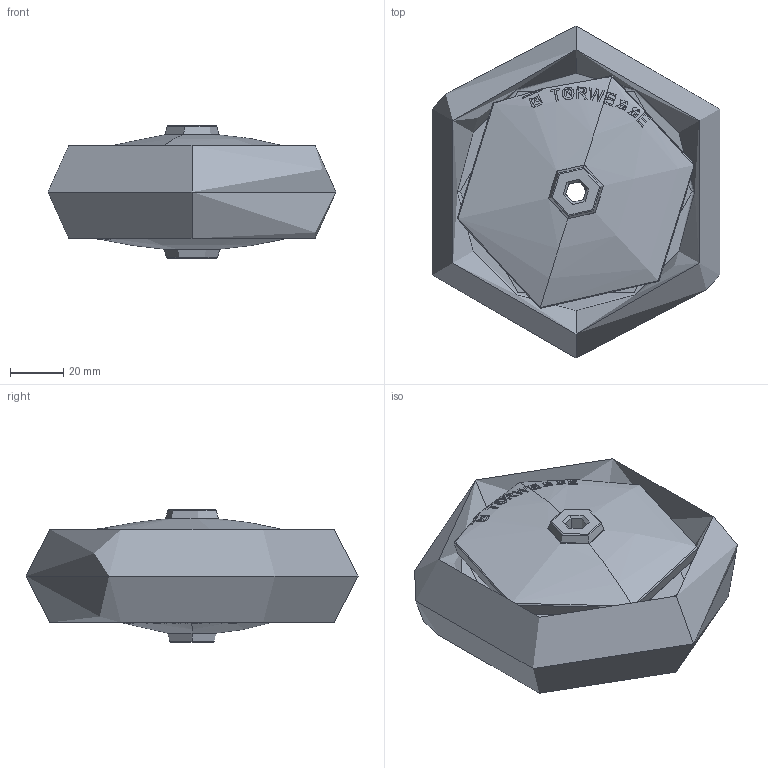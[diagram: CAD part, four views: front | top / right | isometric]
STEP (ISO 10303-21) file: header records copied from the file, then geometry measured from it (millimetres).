
FILE_DESCRIPTION (( 'STEP AP214' ), '1' );
FILE_NAME ('0028534.step', '2020-11-25T11:51:54', ( '' ), ( '' ), 'SwSTEP 2.0', 'SolidWorks 2018', '' );
FILE_SCHEMA (( 'AUTOMOTIVE_DESIGN' ));
Length unit declared in the file: millimetre
Products named in the file (1): 0028534
Bounding box: 108.25 x 125 x 50 mm (x, y, z)
Volume: 267762.8 mm3; surface area: 84145.3 mm2
Topology: 8 solids, 8 shells, 428 faces, 1032 edges, 656 vertices
Faces by surface type: bspline 240, torus 108, cylinder 42, plane 22, cone 16
Entity records: 22361 total; most frequent: CARTESIAN_POINT 14155, ORIENTED_EDGE 2064, EDGE_CURVE 1032, DIRECTION 976, B_SPLINE_CURVE_WITH_KNOTS 696, VERTEX_POINT 656, EDGE_LOOP 480, AXIS2_PLACEMENT_3D 459
